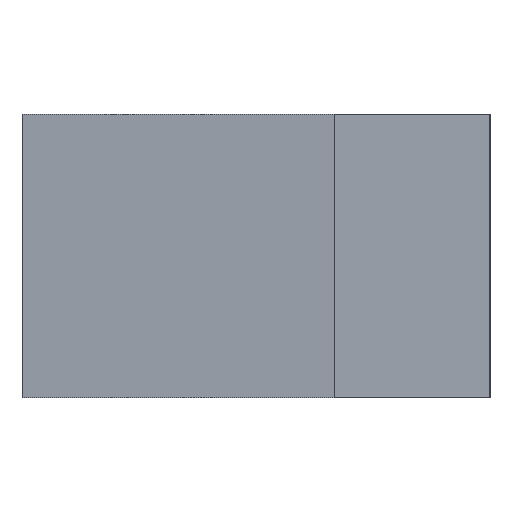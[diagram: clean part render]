
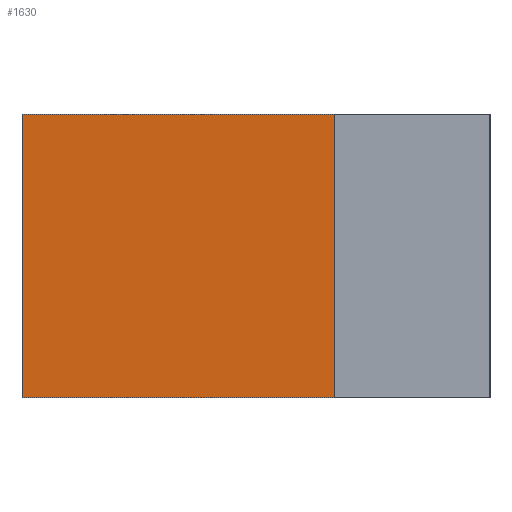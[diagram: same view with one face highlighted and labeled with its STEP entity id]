
A CAD part, left-side view. The second image highlights one B-rep face of the part: STEP entity #1630.
In plain terms, the highlighted planar face has unit normal (-0.996, 0.095, 0).
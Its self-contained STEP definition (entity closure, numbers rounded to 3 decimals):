
#58=DIRECTION('',(-0.095,-0.995,0.));
#59=VECTOR('',#58,22.1);
#60=CARTESIAN_POINT('',(-32.,33.,-10.));
#61=LINE('',#60,#59);
#336=DIRECTION('',(0.,0.,1.));
#337=VECTOR('',#336,20.);
#338=CARTESIAN_POINT('',(-34.1,11.,-10.));
#339=LINE('',#338,#337);
#343=DIRECTION('',(0.,0.,1.));
#344=VECTOR('',#343,20.);
#345=CARTESIAN_POINT('',(-32.,33.,-10.));
#346=LINE('',#345,#344);
#457=DIRECTION('',(-0.095,-0.995,0.));
#458=VECTOR('',#457,22.1);
#459=CARTESIAN_POINT('',(-32.,33.,10.));
#460=LINE('',#459,#458);
#1169=CARTESIAN_POINT('',(-32.,33.,-10.));
#1171=VERTEX_POINT('',#1169);
#1172=CARTESIAN_POINT('',(-34.1,11.,-10.));
#1173=VERTEX_POINT('',#1172);
#1193=CARTESIAN_POINT('',(-32.,33.,10.));
#1195=VERTEX_POINT('',#1193);
#1196=CARTESIAN_POINT('',(-34.1,11.,10.));
#1197=VERTEX_POINT('',#1196);
#1617=CARTESIAN_POINT('',(-32.,33.,-10.));
#1618=DIRECTION('',(-0.995,0.095,0.));
#1619=DIRECTION('',(-0.095,-0.995,0.));
#1620=AXIS2_PLACEMENT_3D('',#1617,#1618,#1619);
#1621=PLANE('',#1620);
#1622=ORIENTED_EDGE('',*,*,#1371,.F.);
#1624=ORIENTED_EDGE('',*,*,#1623,.T.);
#1626=ORIENTED_EDGE('',*,*,#1625,.T.);
#1627=ORIENTED_EDGE('',*,*,#1609,.F.);
#1628=EDGE_LOOP('',(#1622,#1624,#1626,#1627));
#1629=FACE_OUTER_BOUND('',#1628,.F.);
#1630=ADVANCED_FACE('',(#1629),#1621,.T.);
#1371=EDGE_CURVE('',#1171,#1173,#61,.T.);
#1609=EDGE_CURVE('',#1173,#1197,#339,.T.);
#1623=EDGE_CURVE('',#1171,#1195,#346,.T.);
#1625=EDGE_CURVE('',#1195,#1197,#460,.T.);
